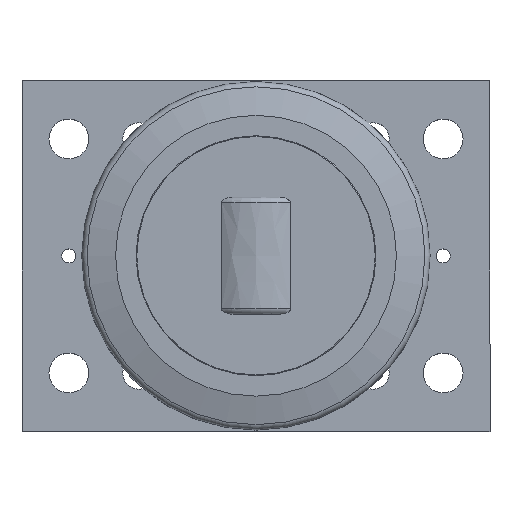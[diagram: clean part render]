
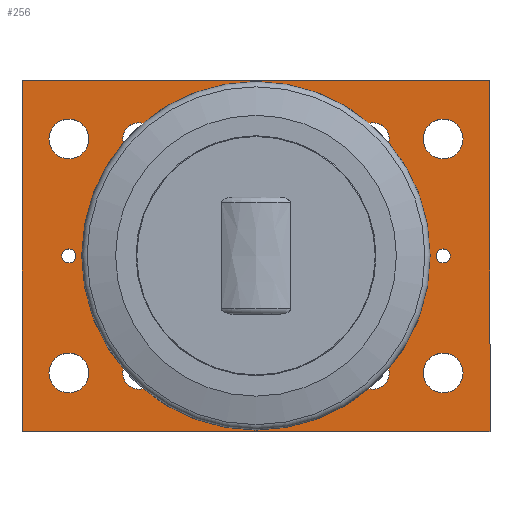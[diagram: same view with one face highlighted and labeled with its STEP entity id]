
A CAD part, top view. The second image highlights one B-rep face of the part: STEP entity #256.
In plain terms, the highlighted planar face has unit normal (0, 0, 1).
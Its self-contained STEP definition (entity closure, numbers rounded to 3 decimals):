
#96=CARTESIAN_POINT('',(-123.253,50.319,30.261));
#97=DIRECTION('',(0.0,0.0,1.0));
#98=DIRECTION('',(1.0,0.0,0.0));
#99=AXIS2_PLACEMENT_3D('',#96,#97,#98);
#100=PLANE('',#99);
#101=CARTESIAN_POINT('',(-223.253,-24.681,30.261));
#102=VERTEX_POINT('',#101);
#103=CARTESIAN_POINT('',(-223.253,125.319,30.261));
#104=VERTEX_POINT('',#103);
#105=CARTESIAN_POINT('',(-223.253,-24.681,30.261));
#106=DIRECTION('',(0.0,1.0,0.0));
#107=VECTOR('',#106,150.0);
#108=LINE('',#105,#107);
#109=EDGE_CURVE('',#102,#104,#108,.T.);
#110=ORIENTED_EDGE('',*,*,#109,.F.);
#111=CARTESIAN_POINT('',(-23.253,-24.681,30.261));
#112=VERTEX_POINT('',#111);
#113=CARTESIAN_POINT('',(-23.253,-24.681,30.261));
#114=DIRECTION('',(-1.0,0.0,0.0));
#115=VECTOR('',#114,200.);
#116=LINE('',#113,#115);
#117=EDGE_CURVE('',#112,#102,#116,.T.);
#118=ORIENTED_EDGE('',*,*,#117,.F.);
#119=CARTESIAN_POINT('',(-23.253,125.319,30.261));
#120=VERTEX_POINT('',#119);
#121=CARTESIAN_POINT('',(-23.253,125.319,30.261));
#122=DIRECTION('',(0.0,-1.0,0.0));
#123=VECTOR('',#122,150.0);
#124=LINE('',#121,#123);
#125=EDGE_CURVE('',#120,#112,#124,.T.);
#126=ORIENTED_EDGE('',*,*,#125,.F.);
#127=CARTESIAN_POINT('',(-223.253,125.319,30.261));
#128=DIRECTION('',(1.0,0.0,0.0));
#129=VECTOR('',#128,200.0);
#130=LINE('',#127,#129);
#131=EDGE_CURVE('',#104,#120,#130,.T.);
#132=ORIENTED_EDGE('',*,*,#131,.F.);
#133=EDGE_LOOP('',(#110,#118,#126,#132));
#134=FACE_OUTER_BOUND('',#133,.T.);
#135=CARTESIAN_POINT('',(-200.253,50.319,30.261));
#136=VERTEX_POINT('',#135);
#137=CARTESIAN_POINT('',(-203.253,50.319,30.261));
#138=DIRECTION('',(0.0,0.0,-1.0));
#139=DIRECTION('',(-1.0,0.0,0.0));
#140=AXIS2_PLACEMENT_3D('',#137,#138,#139);
#141=CIRCLE('',#140,3.);
#142=EDGE_CURVE('',#136,#136,#141,.T.);
#143=ORIENTED_EDGE('',*,*,#142,.T.);
#144=EDGE_LOOP('',(#143));
#145=FACE_BOUND('',#144,.T.);
#146=CARTESIAN_POINT('',(-40.253,50.319,30.261));
#147=VERTEX_POINT('',#146);
#148=CARTESIAN_POINT('',(-43.253,50.319,30.261));
#149=DIRECTION('',(0.0,0.0,-1.0));
#150=DIRECTION('',(-1.0,0.0,0.0));
#151=AXIS2_PLACEMENT_3D('',#148,#149,#150);
#152=CIRCLE('',#151,3.);
#153=EDGE_CURVE('',#147,#147,#152,.T.);
#154=ORIENTED_EDGE('',*,*,#153,.T.);
#155=EDGE_LOOP('',(#154));
#156=FACE_BOUND('',#155,.T.);
#157=CARTESIAN_POINT('',(-34.753,100.319,30.261));
#158=VERTEX_POINT('',#157);
#159=CARTESIAN_POINT('',(-43.253,100.319,30.261));
#160=DIRECTION('',(0.0,0.0,-1.0));
#161=DIRECTION('',(-1.0,0.0,0.0));
#162=AXIS2_PLACEMENT_3D('',#159,#160,#161);
#163=CIRCLE('',#162,8.5);
#164=EDGE_CURVE('',#158,#158,#163,.T.);
#165=ORIENTED_EDGE('',*,*,#164,.T.);
#166=EDGE_LOOP('',(#165));
#167=FACE_BOUND('',#166,.T.);
#168=CARTESIAN_POINT('',(-34.753,0.319,30.261));
#169=VERTEX_POINT('',#168);
#170=CARTESIAN_POINT('',(-43.253,0.319,30.261));
#171=DIRECTION('',(0.0,0.0,-1.0));
#172=DIRECTION('',(-1.0,0.0,0.0));
#173=AXIS2_PLACEMENT_3D('',#170,#171,#172);
#174=CIRCLE('',#173,8.5);
#175=EDGE_CURVE('',#169,#169,#174,.T.);
#176=ORIENTED_EDGE('',*,*,#175,.T.);
#177=EDGE_LOOP('',(#176));
#178=FACE_BOUND('',#177,.T.);
#179=CARTESIAN_POINT('',(-194.753,100.319,30.261));
#180=VERTEX_POINT('',#179);
#181=CARTESIAN_POINT('',(-203.253,100.319,30.261));
#182=DIRECTION('',(0.0,0.0,-1.0));
#183=DIRECTION('',(-1.0,0.0,0.0));
#184=AXIS2_PLACEMENT_3D('',#181,#182,#183);
#185=CIRCLE('',#184,8.5);
#186=EDGE_CURVE('',#180,#180,#185,.T.);
#187=ORIENTED_EDGE('',*,*,#186,.T.);
#188=EDGE_LOOP('',(#187));
#189=FACE_BOUND('',#188,.T.);
#190=CARTESIAN_POINT('',(-194.753,0.319,30.261));
#191=VERTEX_POINT('',#190);
#192=CARTESIAN_POINT('',(-203.253,0.319,30.261));
#193=DIRECTION('',(0.0,0.0,-1.0));
#194=DIRECTION('',(-1.0,0.0,0.0));
#195=AXIS2_PLACEMENT_3D('',#192,#193,#194);
#196=CIRCLE('',#195,8.5);
#197=EDGE_CURVE('',#191,#191,#196,.T.);
#198=ORIENTED_EDGE('',*,*,#197,.T.);
#199=EDGE_LOOP('',(#198));
#200=FACE_BOUND('',#199,.T.);
#201=CARTESIAN_POINT('',(-166.335,100.319,30.261));
#202=VERTEX_POINT('',#201);
#203=CARTESIAN_POINT('',(-173.253,100.319,30.261));
#204=DIRECTION('',(0.0,0.0,-1.0));
#205=DIRECTION('',(1.0,0.0,0.0));
#206=AXIS2_PLACEMENT_3D('',#203,#204,#205);
#207=CIRCLE('',#206,6.918);
#208=EDGE_CURVE('',#202,#202,#207,.T.);
#209=ORIENTED_EDGE('',*,*,#208,.T.);
#210=EDGE_LOOP('',(#209));
#211=FACE_BOUND('',#210,.T.);
#212=CARTESIAN_POINT('',(-66.335,100.319,30.261));
#213=VERTEX_POINT('',#212);
#214=CARTESIAN_POINT('',(-73.253,100.319,30.261));
#215=DIRECTION('',(0.0,0.0,-1.0));
#216=DIRECTION('',(1.0,0.0,0.0));
#217=AXIS2_PLACEMENT_3D('',#214,#215,#216);
#218=CIRCLE('',#217,6.918);
#219=EDGE_CURVE('',#213,#213,#218,.T.);
#220=ORIENTED_EDGE('',*,*,#219,.T.);
#221=EDGE_LOOP('',(#220));
#222=FACE_BOUND('',#221,.T.);
#223=CARTESIAN_POINT('',(-66.335,0.319,30.261));
#224=VERTEX_POINT('',#223);
#225=CARTESIAN_POINT('',(-73.253,0.319,30.261));
#226=DIRECTION('',(0.0,0.0,-1.0));
#227=DIRECTION('',(1.0,0.0,0.0));
#228=AXIS2_PLACEMENT_3D('',#225,#226,#227);
#229=CIRCLE('',#228,6.918);
#230=EDGE_CURVE('',#224,#224,#229,.T.);
#231=ORIENTED_EDGE('',*,*,#230,.T.);
#232=EDGE_LOOP('',(#231));
#233=FACE_BOUND('',#232,.T.);
#234=CARTESIAN_POINT('',(-166.335,0.319,30.261));
#235=VERTEX_POINT('',#234);
#236=CARTESIAN_POINT('',(-173.253,0.319,30.261));
#237=DIRECTION('',(0.0,0.0,-1.0));
#238=DIRECTION('',(1.0,0.0,0.0));
#239=AXIS2_PLACEMENT_3D('',#236,#237,#238);
#240=CIRCLE('',#239,6.918);
#241=EDGE_CURVE('',#235,#235,#240,.T.);
#242=ORIENTED_EDGE('',*,*,#241,.T.);
#243=EDGE_LOOP('',(#242));
#244=FACE_BOUND('',#243,.T.);
#245=CARTESIAN_POINT('',(-123.253,-0.681,30.261));
#246=VERTEX_POINT('',#245);
#247=CARTESIAN_POINT('',(-123.253,50.319,30.261));
#248=DIRECTION('',(0.0,0.0,1.0));
#249=DIRECTION('',(0.0,1.0,0.0));
#250=AXIS2_PLACEMENT_3D('',#247,#248,#249);
#251=CIRCLE('',#250,51.);
#252=EDGE_CURVE('',#246,#246,#251,.T.);
#253=ORIENTED_EDGE('',*,*,#252,.F.);
#254=EDGE_LOOP('',(#253));
#255=FACE_BOUND('',#254,.T.);
#256=ADVANCED_FACE('',(#134,#145,#156,#167,#178,#189,#200,#211,#222,#233,#244,#255),#100,.T.);
